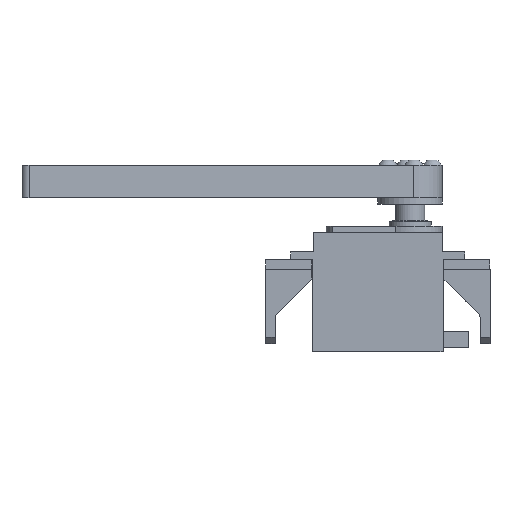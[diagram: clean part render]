
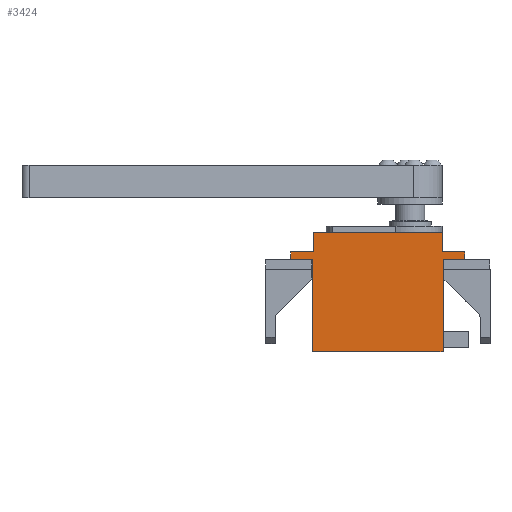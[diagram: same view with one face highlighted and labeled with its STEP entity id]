
A CAD part, left-side view. The second image highlights one B-rep face of the part: STEP entity #3424.
In plain terms, the highlighted face is planar.
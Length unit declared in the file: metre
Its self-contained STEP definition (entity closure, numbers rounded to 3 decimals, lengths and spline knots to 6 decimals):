
#327=ORIENTED_EDGE('',*,*,#1268,.T.);
#328=ORIENTED_EDGE('',*,*,#1269,.F.);
#329=ORIENTED_EDGE('',*,*,#1270,.T.);
#330=ORIENTED_EDGE('',*,*,#1236,.F.);
#331=ORIENTED_EDGE('',*,*,#1271,.F.);
#332=ORIENTED_EDGE('',*,*,#1272,.F.);
#333=ORIENTED_EDGE('',*,*,#1273,.F.);
#334=ORIENTED_EDGE('',*,*,#1258,.F.);
#335=ORIENTED_EDGE('',*,*,#1274,.T.);
#336=ORIENTED_EDGE('',*,*,#1222,.F.);
#337=ORIENTED_EDGE('',*,*,#1275,.T.);
#338=ORIENTED_EDGE('',*,*,#1247,.T.);
#339=ORIENTED_EDGE('',*,*,#1266,.T.);
#1222=EDGE_CURVE('',#1695,#1696,#2026,.T.);
#1236=EDGE_CURVE('',#1707,#1708,#2039,.T.);
#1247=EDGE_CURVE('',#1717,#1716,#2049,.T.);
#1258=EDGE_CURVE('',#1726,#1727,#2057,.T.);
#1266=EDGE_CURVE('',#1716,#1733,#2063,.T.);
#1268=EDGE_CURVE('',#1733,#1735,#2065,.T.);
#1269=EDGE_CURVE('',#1736,#1735,#2066,.T.);
#1270=EDGE_CURVE('',#1736,#1708,#2067,.T.);
#1271=EDGE_CURVE('',#1737,#1707,#2068,.T.);
#1272=EDGE_CURVE('',#1738,#1737,#2069,.T.);
#1273=EDGE_CURVE('',#1727,#1738,#2070,.T.);
#1274=EDGE_CURVE('',#1726,#1696,#2071,.T.);
#1275=EDGE_CURVE('',#1695,#1717,#2072,.T.);
#1695=VERTEX_POINT('',#5107);
#1696=VERTEX_POINT('',#5109);
#1707=VERTEX_POINT('',#5136);
#1708=VERTEX_POINT('',#5138);
#1716=VERTEX_POINT('',#5158);
#1717=VERTEX_POINT('',#5160);
#1726=VERTEX_POINT('',#5181);
#1727=VERTEX_POINT('',#5183);
#1733=VERTEX_POINT('',#5197);
#1735=VERTEX_POINT('',#5203);
#1736=VERTEX_POINT('',#5205);
#1737=VERTEX_POINT('',#5208);
#1738=VERTEX_POINT('',#5210);
#2026=LINE('',#5108,#2368);
#2039=LINE('',#5137,#2381);
#2049=LINE('',#5159,#2391);
#2057=LINE('',#5182,#2399);
#2063=LINE('',#5199,#2405);
#2065=LINE('',#5202,#2407);
#2066=LINE('',#5204,#2408);
#2067=LINE('',#5206,#2409);
#2068=LINE('',#5207,#2410);
#2069=LINE('',#5209,#2411);
#2070=LINE('',#5211,#2412);
#2071=LINE('',#5212,#2413);
#2072=LINE('',#5213,#2414);
#2368=VECTOR('',#4086,1.);
#2381=VECTOR('',#4107,1.);
#2391=VECTOR('',#4123,1.);
#2399=VECTOR('',#4141,1.);
#2405=VECTOR('',#4153,1.);
#2407=VECTOR('',#4157,1.);
#2408=VECTOR('',#4158,1.);
#2409=VECTOR('',#4159,1.);
#2410=VECTOR('',#4160,1.);
#2411=VECTOR('',#4161,1.);
#2412=VECTOR('',#4162,1.);
#2413=VECTOR('',#4163,1.);
#2414=VECTOR('',#4164,1.);
#2714=EDGE_LOOP('',(#327,#328,#329,#330,#331,#332,#333,#334,#335,#336,#337,
#338,#339));
#3002=FACE_BOUND('',#2714,.T.);
#3291=PLANE('',#3755);
#3424=ADVANCED_FACE('',(#3002),#3291,.F.);
#3755=AXIS2_PLACEMENT_3D('',#5201,#4155,#4156);
#4086=DIRECTION('',(0.,1.,0.));
#4107=DIRECTION('',(0.,0.,-1.));
#4123=DIRECTION('',(0.,1.,0.));
#4141=DIRECTION('',(0.,1.,0.));
#4153=DIRECTION('',(0.,0.,-1.));
#4155=DIRECTION('',(-1.,0.,0.));
#4156=DIRECTION('',(0.,-1.,0.));
#4157=DIRECTION('',(0.,1.,0.));
#4158=DIRECTION('',(0.,0.,-1.));
#4159=DIRECTION('',(0.,1.,0.));
#4160=DIRECTION('',(0.,1.,0.));
#4161=DIRECTION('',(0.,0.,-1.));
#4162=DIRECTION('',(0.,1.,0.));
#4163=DIRECTION('',(0.,0.,-1.));
#4164=DIRECTION('',(0.,0.,-1.));
#5107=CARTESIAN_POINT('',(0.01,-0.027,0.031));
#5108=CARTESIAN_POINT('',(0.01,-0.027,0.031));
#5109=CARTESIAN_POINT('',(0.01,-0.02,0.031));
#5136=CARTESIAN_POINT('',(0.01,0.027,0.031));
#5137=CARTESIAN_POINT('',(0.01,0.027,0.031));
#5138=CARTESIAN_POINT('',(0.01,0.027,0.0286));
#5158=CARTESIAN_POINT('',(0.01,-0.0202,0.0286));
#5159=CARTESIAN_POINT('',(0.01,-0.027,0.0286));
#5160=CARTESIAN_POINT('',(0.01,-0.027,0.0286));
#5181=CARTESIAN_POINT('',(0.01,-0.02,0.037));
#5182=CARTESIAN_POINT('',(0.01,-0.02,0.037));
#5183=CARTESIAN_POINT('',(0.01,0.01,0.037));
#5197=CARTESIAN_POINT('',(0.01,-0.0202,0.));
#5199=CARTESIAN_POINT('',(0.01,-0.0202,0.0286));
#5201=CARTESIAN_POINT('',(0.01,-0.0202,0.0286));
#5202=CARTESIAN_POINT('',(0.01,-0.0202,0.));
#5203=CARTESIAN_POINT('',(0.01,0.0202,0.));
#5204=CARTESIAN_POINT('',(0.01,0.0202,0.0286));
#5205=CARTESIAN_POINT('',(0.01,0.0202,0.0286));
#5206=CARTESIAN_POINT('',(0.01,-0.027,0.0286));
#5207=CARTESIAN_POINT('',(0.01,-0.027,0.031));
#5208=CARTESIAN_POINT('',(0.01,0.02,0.031));
#5209=CARTESIAN_POINT('',(0.01,0.02,0.037));
#5210=CARTESIAN_POINT('',(0.01,0.02,0.037));
#5211=CARTESIAN_POINT('',(0.01,-0.02,0.037));
#5212=CARTESIAN_POINT('',(0.01,-0.02,0.037));
#5213=CARTESIAN_POINT('',(0.01,-0.027,0.031));
